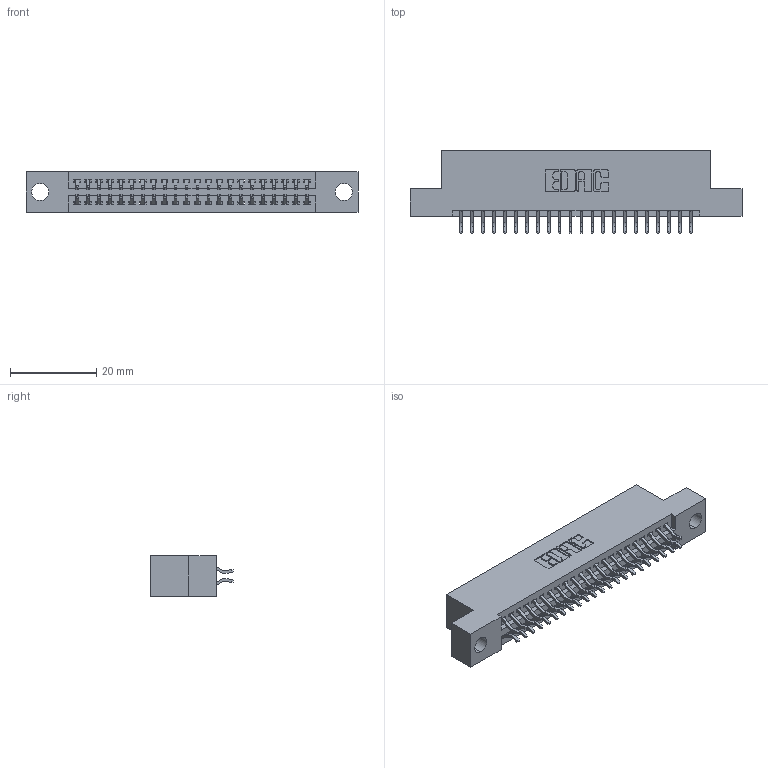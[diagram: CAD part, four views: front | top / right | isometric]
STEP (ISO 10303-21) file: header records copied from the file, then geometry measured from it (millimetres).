
FILE_DESCRIPTION (( 'STEP AP203' ), '1' );
FILE_NAME ('345-044-556-204.STEP', '2018-09-09T00:09:25', ( '' ), ( '' ), 'SwSTEP 2.0', 'SolidWorks 2016', '' );
FILE_SCHEMA (( 'CONFIG_CONTROL_DESIGN' ));
Length unit declared in the file: inch
Products named in the file (3): 345 Part_Flush Mounting Lugs - 0.156 Dia-TH; 345-292-001_556 Tail; 345-044-556-204
Assembly tree (45 placements, depth 2):
  345-044-556-204
    345 Part_Flush Mounting Lugs - 0.156 Dia-TH
    345-292-001_556 Tail  x44
Bounding box: 77.09 x 19.24 x 9.4 mm (x, y, z)
Volume: 7213.3 mm3; surface area: 10051.7 mm2
Topology: 45 solids, 45 shells, 2590 faces, 7689 edges, 5066 vertices
Faces by surface type: plane 1708, cylinder 882
Entity records: 20177 total; most frequent: CARTESIAN_POINT 3416, ORIENTED_EDGE 3338, DIRECTION 3025, EDGE_CURVE 1669, VECTOR 1441, LINE 1441, VERTEX_POINT 1110, AXIS2_PLACEMENT_3D 792
